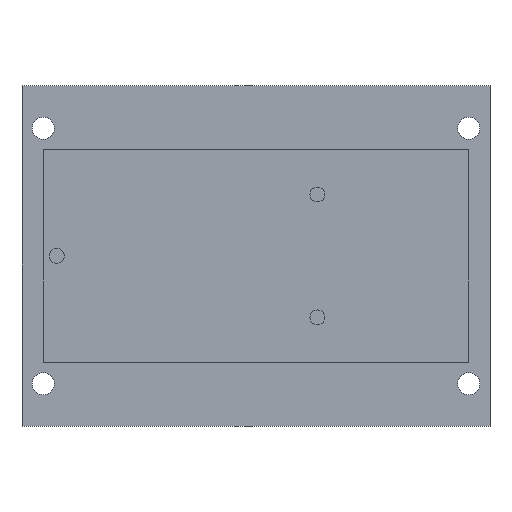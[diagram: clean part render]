
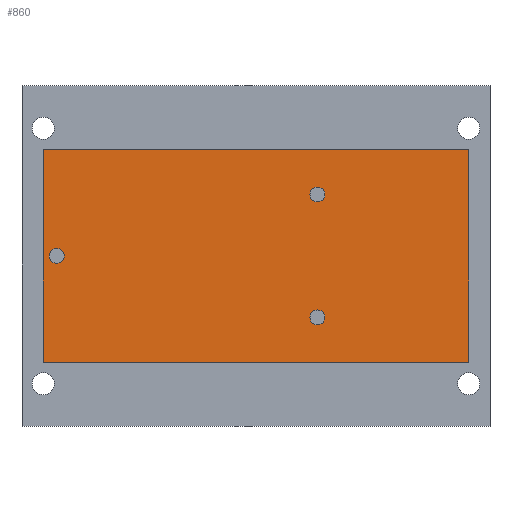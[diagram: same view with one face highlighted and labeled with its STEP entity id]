
A CAD part, top view. The second image highlights one B-rep face of the part: STEP entity #860.
In plain terms, the highlighted planar face has unit normal (0, 0, 1).
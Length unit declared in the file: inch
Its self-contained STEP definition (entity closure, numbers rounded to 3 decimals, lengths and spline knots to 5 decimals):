
#8 = VERTEX_POINT ( 'NONE', #322 ) ;
#24 = VERTEX_POINT ( 'NONE', #247 ) ;
#32 = ORIENTED_EDGE ( 'NONE', *, *, #313, .T. ) ;
#41 = DIRECTION ( 'NONE',  ( 0., -1., 0. ) ) ;
#51 = CIRCLE ( 'NONE', #503, 0.0875 ) ;
#53 = LINE ( 'NONE', #234, #824 ) ;
#66 = EDGE_CURVE ( 'NONE', #8, #606, #398, .T. ) ;
#88 = CIRCLE ( 'NONE', #739, 0.0875 ) ;
#91 = AXIS2_PLACEMENT_3D ( 'NONE', #243, #617, #966 ) ;
#113 = ORIENTED_EDGE ( 'NONE', *, *, #66, .T. ) ;
#119 = VERTEX_POINT ( 'NONE', #419 ) ;
#145 = CARTESIAN_POINT ( 'NONE',  ( 2.5, 1.25, 0.62992 ) ) ;
#147 = EDGE_CURVE ( 'NONE', #119, #424, #1134, .T. ) ;
#150 = CIRCLE ( 'NONE', #364, 0.0875 ) ;
#217 = LINE ( 'NONE', #656, #875 ) ;
#228 = CARTESIAN_POINT ( 'NONE',  ( 0.63448, -0.72198, 0.62992 ) ) ;
#232 = DIRECTION ( 'NONE',  ( 1., 0., 0. ) ) ;
#234 = CARTESIAN_POINT ( 'NONE',  ( 2.5, -1.25, 0.62992 ) ) ;
#239 = EDGE_LOOP ( 'NONE', ( #113, #641 ) ) ;
#243 = CARTESIAN_POINT ( 'NONE',  ( 0.72198, 0.72198, 0.62992 ) ) ;
#247 = CARTESIAN_POINT ( 'NONE',  ( 0.80948, -0.72198, 0.62992 ) ) ;
#261 = DIRECTION ( 'NONE',  ( 0., 0., -1. ) ) ;
#313 = EDGE_CURVE ( 'NONE', #684, #707, #217, .T. ) ;
#322 = CARTESIAN_POINT ( 'NONE',  ( 0.63448, 0.72198, 0.62992 ) ) ;
#331 = FACE_OUTER_BOUND ( 'NONE', #1016, .T. ) ;
#335 = DIRECTION ( 'NONE',  ( 0., 0., -1. ) ) ;
#340 = CARTESIAN_POINT ( 'NONE',  ( -2.34252, 0., 0.62992 ) ) ;
#364 = AXIS2_PLACEMENT_3D ( 'NONE', #340, #335, #232 ) ;
#367 = CARTESIAN_POINT ( 'NONE',  ( 0.80948, 0.72198, 0.62992 ) ) ;
#380 = AXIS2_PLACEMENT_3D ( 'NONE', #607, #964, #396 ) ;
#396 = DIRECTION ( 'NONE',  ( 1., 0., 0. ) ) ;
#398 = CIRCLE ( 'NONE', #91, 0.0875 ) ;
#419 = CARTESIAN_POINT ( 'NONE',  ( -2.43002, 0., 0.62992 ) ) ;
#424 = VERTEX_POINT ( 'NONE', #559 ) ;
#427 = DIRECTION ( 'NONE',  ( 1., 0., 0. ) ) ;
#462 = AXIS2_PLACEMENT_3D ( 'NONE', #959, #1135, #1048 ) ;
#469 = CARTESIAN_POINT ( 'NONE',  ( -2.5, -1.25, 0.62992 ) ) ;
#480 = EDGE_CURVE ( 'NONE', #24, #884, #88, .T. ) ;
#483 = CIRCLE ( 'NONE', #380, 0.0875 ) ;
#503 = AXIS2_PLACEMENT_3D ( 'NONE', #576, #1096, #926 ) ;
#512 = CARTESIAN_POINT ( 'NONE',  ( 0.72198, -0.72198, 0.62992 ) ) ;
#516 = DIRECTION ( 'NONE',  ( 0., 1., 0. ) ) ;
#557 = DIRECTION ( 'NONE',  ( -1., 0., 0. ) ) ;
#559 = CARTESIAN_POINT ( 'NONE',  ( -2.25502, 0., 0.62992 ) ) ;
#561 = LINE ( 'NONE', #469, #745 ) ;
#564 = CARTESIAN_POINT ( 'NONE',  ( -2.5, 1.25, 0.62992 ) ) ;
#576 = CARTESIAN_POINT ( 'NONE',  ( 0.72198, 0.72198, 0.62992 ) ) ;
#585 = ORIENTED_EDGE ( 'NONE', *, *, #1117, .T. ) ;
#587 = ORIENTED_EDGE ( 'NONE', *, *, #147, .T. ) ;
#606 = VERTEX_POINT ( 'NONE', #367 ) ;
#607 = CARTESIAN_POINT ( 'NONE',  ( 0.72198, -0.72198, 0.62992 ) ) ;
#617 = DIRECTION ( 'NONE',  ( 0., 0., -1. ) ) ;
#641 = ORIENTED_EDGE ( 'NONE', *, *, #658, .T. ) ;
#656 = CARTESIAN_POINT ( 'NONE',  ( -2.5, -1.25, 0.62992 ) ) ;
#658 = EDGE_CURVE ( 'NONE', #606, #8, #51, .T. ) ;
#661 = CARTESIAN_POINT ( 'NONE',  ( 2.5, -1.25, 0.62992 ) ) ;
#682 = ORIENTED_EDGE ( 'NONE', *, *, #881, .T. ) ;
#684 = VERTEX_POINT ( 'NONE', #735 ) ;
#698 = FACE_BOUND ( 'NONE', #975, .T. ) ;
#703 = VERTEX_POINT ( 'NONE', #564 ) ;
#707 = VERTEX_POINT ( 'NONE', #661 ) ;
#720 = ORIENTED_EDGE ( 'NONE', *, *, #1032, .T. ) ;
#735 = CARTESIAN_POINT ( 'NONE',  ( -2.5, -1.25, 0.62992 ) ) ;
#737 = DIRECTION ( 'NONE',  ( 1., 0., 0. ) ) ;
#738 = ORIENTED_EDGE ( 'NONE', *, *, #747, .T. ) ;
#739 = AXIS2_PLACEMENT_3D ( 'NONE', #512, #965, #427 ) ;
#745 = VECTOR ( 'NONE', #41, 39.37008 ) ;
#747 = EDGE_CURVE ( 'NONE', #1071, #703, #921, .T. ) ;
#750 = ORIENTED_EDGE ( 'NONE', *, *, #829, .T. ) ;
#775 = DIRECTION ( 'NONE',  ( 1., 0., 0. ) ) ;
#784 = PLANE ( 'NONE',  #462 ) ;
#824 = VECTOR ( 'NONE', #516, 39.37008 ) ;
#829 = EDGE_CURVE ( 'NONE', #707, #1071, #53, .T. ) ;
#836 = CARTESIAN_POINT ( 'NONE',  ( -2.5, 1.25, 0.62992 ) ) ;
#857 = ORIENTED_EDGE ( 'NONE', *, *, #480, .T. ) ;
#860 = ADVANCED_FACE ( 'NONE', ( #1128, #698, #1122, #331 ), #784, .T. ) ;
#875 = VECTOR ( 'NONE', #737, 39.37008 ) ;
#881 = EDGE_CURVE ( 'NONE', #884, #24, #483, .T. ) ;
#884 = VERTEX_POINT ( 'NONE', #228 ) ;
#899 = VECTOR ( 'NONE', #557, 39.37008 ) ;
#921 = LINE ( 'NONE', #836, #899 ) ;
#926 = DIRECTION ( 'NONE',  ( 1., 0., 0. ) ) ;
#959 = CARTESIAN_POINT ( 'NONE',  ( -1.25, 1., 0.62992 ) ) ;
#964 = DIRECTION ( 'NONE',  ( 0., 0., -1. ) ) ;
#965 = DIRECTION ( 'NONE',  ( 0., 0., -1. ) ) ;
#966 = DIRECTION ( 'NONE',  ( 1., 0., 0. ) ) ;
#975 = EDGE_LOOP ( 'NONE', ( #682, #857 ) ) ;
#1016 = EDGE_LOOP ( 'NONE', ( #750, #738, #720, #32 ) ) ;
#1022 = EDGE_LOOP ( 'NONE', ( #587, #585 ) ) ;
#1032 = EDGE_CURVE ( 'NONE', #703, #684, #561, .T. ) ;
#1048 = DIRECTION ( 'NONE',  ( 1., 0., 0. ) ) ;
#1061 = CARTESIAN_POINT ( 'NONE',  ( -2.34252, 0., 0.62992 ) ) ;
#1071 = VERTEX_POINT ( 'NONE', #145 ) ;
#1076 = AXIS2_PLACEMENT_3D ( 'NONE', #1061, #261, #775 ) ;
#1096 = DIRECTION ( 'NONE',  ( 0., 0., -1. ) ) ;
#1117 = EDGE_CURVE ( 'NONE', #424, #119, #150, .T. ) ;
#1122 = FACE_BOUND ( 'NONE', #239, .T. ) ;
#1128 = FACE_BOUND ( 'NONE', #1022, .T. ) ;
#1134 = CIRCLE ( 'NONE', #1076, 0.0875 ) ;
#1135 = DIRECTION ( 'NONE',  ( 0., 0., 1. ) ) ;
